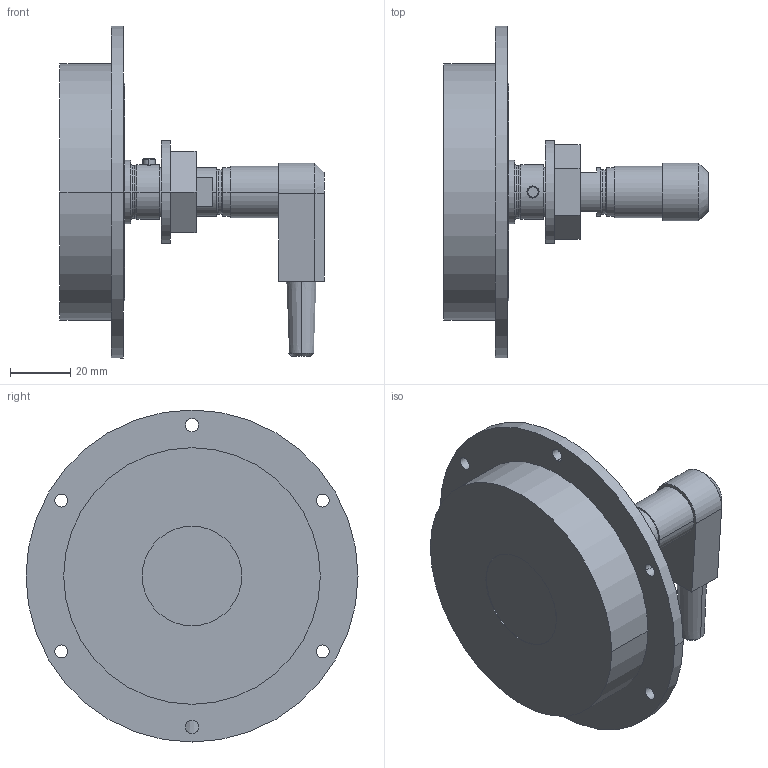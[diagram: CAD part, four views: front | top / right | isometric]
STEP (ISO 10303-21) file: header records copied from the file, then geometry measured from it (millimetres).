
FILE_DESCRIPTION((''),'2;1');
FILE_NAME('50067.stp','2007-09-21T10:27:50',(''),(''),'Mechanical Desktop 2007','Mechanical Desktop 2007',', , ');
FILE_SCHEMA(('CONFIG_CONTROL_DESIGN'));
Length unit declared in the file: millimetre
Products named in the file (20): R50067; R4941504; TEIL1A; R47407; TEIL1AA; R47406; TEIL1AAA; R47408; TEIL1; R48764A; R48764; 6KT-MUTTER_M18X1_5; 6KT-MUTTER_M18X1_5A; U-SCHEIBE_34_19X3; U-SCHEIBE_19_34X3; RILLENKUGELLAGER_61812-Y; RILLENKUGELLAGER_61812-YA; KABELDOSE_WINKEL_MINI_5_POL; KABELDOSE_WINKEL_MINI_5_POLA; RM_SDB
Assembly tree (21 placements, depth 3):
  R50067
    R4941504
      TEIL1A
    R47407
      TEIL1AA
    R47406
      TEIL1AAA
    R47408
      TEIL1
    R48764A
      R48764
    6KT-MUTTER_M18X1_5
      6KT-MUTTER_M18X1_5A
    U-SCHEIBE_34_19X3
      U-SCHEIBE_19_34X3
    RILLENKUGELLAGER_61812-Y
      RILLENKUGELLAGER_61812-YA
    KABELDOSE_WINKEL_MINI_5_POL
      KABELDOSE_WINKEL_MINI_5_POLA
    RM_SDB  x3
Bounding box: 87.5 x 110 x 110 mm (x, y, z)
Volume: 147285.4 mm3; surface area: 77843.3 mm2
Topology: 9 solids, 9 shells, 266 faces, 623 edges, 398 vertices
Faces by surface type: cylinder 129, plane 66, cone 47, bspline 14, torus 10
Entity records: 8800 total; most frequent: CARTESIAN_POINT 2016, DIRECTION 1535, ORIENTED_EDGE 1224, AXIS2_PLACEMENT_3D 654, EDGE_CURVE 612, VERTEX_POINT 396, CIRCLE 380, EDGE_LOOP 336
